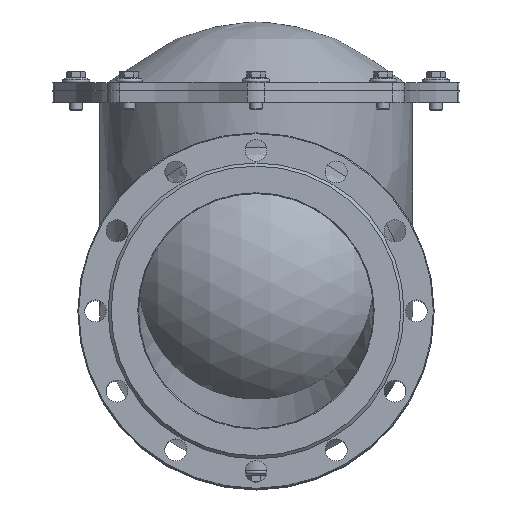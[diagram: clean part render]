
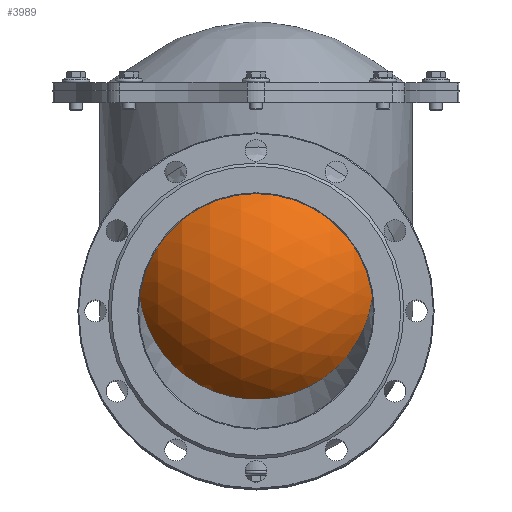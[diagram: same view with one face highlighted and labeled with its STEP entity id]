
A CAD part, top view. The second image highlights one B-rep face of the part: STEP entity #3989.
In plain terms, the highlighted spherical face has radius 178.67 mm.
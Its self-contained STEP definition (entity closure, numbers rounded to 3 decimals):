
#533=SPHERICAL_SURFACE('',#4430,178.67);
#911=FACE_OUTER_BOUND('',#1154,.T.);
#1154=EDGE_LOOP('',(#3141,#3142));
#1407=B_SPLINE_CURVE_WITH_KNOTS('',3,(#8366,#8367,#8368,#8369,#8370,#8371,
#8372,#8373,#8374,#8375,#8376,#8377,#8378,#8379,#8380,#8381,#8382,#8383,
#8384,#8385,#8386,#8387,#8388,#8389,#8390,#8391,#8392,#8393,#8394,#8395,
#8396,#8397,#8398,#8399),.UNSPECIFIED.,.F.,.F.,(4,2,2,2,2,2,2,2,2,2,2,2,
2,2,2,2,4),(0.,2.821,5.642,8.463,11.283,
14.109,16.934,19.759,22.585,25.41,
28.235,31.06,33.886,36.707,39.527,
42.348,45.169),.UNSPECIFIED.);
#1408=B_SPLINE_CURVE_WITH_KNOTS('',3,(#8400,#8401,#8402,#8403,#8404,#8405,
#8406,#8407,#8408,#8409,#8410,#8411,#8412,#8413,#8414,#8415,#8416,#8417,
#8418,#8419,#8420,#8421,#8422,#8423,#8424,#8425,#8426,#8427,#8428,#8429,
#8430,#8431,#8432,#8433),.UNSPECIFIED.,.F.,.F.,(4,2,2,2,2,2,2,2,2,2,2,2,
2,2,2,2,4),(45.169,47.991,50.812,53.634,
56.456,59.281,62.106,64.932,67.757,
70.582,73.408,76.233,79.059,81.88,
84.702,87.523,90.345),.UNSPECIFIED.);
#1831=VERTEX_POINT('',#8364);
#1832=VERTEX_POINT('',#8365);
#2300=EDGE_CURVE('',#1831,#1832,#1407,.T.);
#2301=EDGE_CURVE('',#1832,#1831,#1408,.T.);
#3141=ORIENTED_EDGE('',*,*,#2300,.F.);
#3142=ORIENTED_EDGE('',*,*,#2301,.F.);
#3989=ADVANCED_FACE('',(#911),#533,.T.);
#4430=AXIS2_PLACEMENT_3D('',#8363,#5221,#5222);
#5221=DIRECTION('center_axis',(1.,0.,0.));
#5222=DIRECTION('ref_axis',(0.,-1.,0.));
#8363=CARTESIAN_POINT('Origin',(0.,38.828,207.809));
#8364=CARTESIAN_POINT('',(-150.,37.478,304.872));
#8365=CARTESIAN_POINT('',(150.,37.478,304.872));
#8366=CARTESIAN_POINT('Ctrl Pts',(-150.,37.478,304.872));
#8367=CARTESIAN_POINT('Ctrl Pts',(-150.,46.88,305.003));
#8368=CARTESIAN_POINT('Ctrl Pts',(-149.099,56.602,305.142));
#8369=CARTESIAN_POINT('Ctrl Pts',(-145.305,75.942,305.427));
#8370=CARTESIAN_POINT('Ctrl Pts',(-142.413,85.559,305.573));
#8371=CARTESIAN_POINT('Ctrl Pts',(-134.763,104.003,305.86));
#8372=CARTESIAN_POINT('Ctrl Pts',(-130.,112.845,306.002));
#8373=CARTESIAN_POINT('Ctrl Pts',(-118.994,129.194,306.271));
#8374=CARTESIAN_POINT('Ctrl Pts',(-112.75,136.702,306.398));
#8375=CARTESIAN_POINT('Ctrl Pts',(-99.435,150.001,306.627));
#8376=CARTESIAN_POINT('Ctrl Pts',(-91.907,156.245,306.737));
#8377=CARTESIAN_POINT('Ctrl Pts',(-75.517,167.249,306.934));
#8378=CARTESIAN_POINT('Ctrl Pts',(-66.655,172.009,307.021));
#8379=CARTESIAN_POINT('Ctrl Pts',(-48.171,179.653,307.162));
#8380=CARTESIAN_POINT('Ctrl Pts',(-38.534,182.542,307.217));
#8381=CARTESIAN_POINT('Ctrl Pts',(-19.158,186.332,307.288));
#8382=CARTESIAN_POINT('Ctrl Pts',(-9.418,187.232,307.305));
#8383=CARTESIAN_POINT('Ctrl Pts',(9.418,187.232,307.305));
#8384=CARTESIAN_POINT('Ctrl Pts',(19.158,186.332,307.288));
#8385=CARTESIAN_POINT('Ctrl Pts',(38.534,182.542,307.217));
#8386=CARTESIAN_POINT('Ctrl Pts',(48.171,179.653,307.162));
#8387=CARTESIAN_POINT('Ctrl Pts',(66.655,172.009,307.021));
#8388=CARTESIAN_POINT('Ctrl Pts',(75.517,167.249,306.934));
#8389=CARTESIAN_POINT('Ctrl Pts',(91.907,156.245,306.737));
#8390=CARTESIAN_POINT('Ctrl Pts',(99.435,150.001,306.627));
#8391=CARTESIAN_POINT('Ctrl Pts',(112.75,136.702,306.398));
#8392=CARTESIAN_POINT('Ctrl Pts',(118.994,129.194,306.271));
#8393=CARTESIAN_POINT('Ctrl Pts',(130.,112.845,306.002));
#8394=CARTESIAN_POINT('Ctrl Pts',(134.763,104.003,305.86));
#8395=CARTESIAN_POINT('Ctrl Pts',(142.413,85.559,305.573));
#8396=CARTESIAN_POINT('Ctrl Pts',(145.305,75.942,305.427));
#8397=CARTESIAN_POINT('Ctrl Pts',(149.099,56.602,305.142));
#8398=CARTESIAN_POINT('Ctrl Pts',(150.,46.88,305.003));
#8399=CARTESIAN_POINT('Ctrl Pts',(150.,37.478,304.872));
#8400=CARTESIAN_POINT('Ctrl Pts',(150.,37.478,304.872));
#8401=CARTESIAN_POINT('Ctrl Pts',(150.,28.073,304.741));
#8402=CARTESIAN_POINT('Ctrl Pts',(149.099,18.348,304.61));
#8403=CARTESIAN_POINT('Ctrl Pts',(145.303,-0.997,304.355));
#8404=CARTESIAN_POINT('Ctrl Pts',(142.41,-10.617,304.232));
#8405=CARTESIAN_POINT('Ctrl Pts',(134.759,-29.068,304.002));
#8406=CARTESIAN_POINT('Ctrl Pts',(129.995,-37.913,303.895));
#8407=CARTESIAN_POINT('Ctrl Pts',(118.987,-54.27,303.7));
#8408=CARTESIAN_POINT('Ctrl Pts',(112.743,-61.781,303.613));
#8409=CARTESIAN_POINT('Ctrl Pts',(99.428,-75.086,303.461));
#8410=CARTESIAN_POINT('Ctrl Pts',(91.902,-81.333,303.391));
#8411=CARTESIAN_POINT('Ctrl Pts',(75.514,-92.342,303.27));
#8412=CARTESIAN_POINT('Ctrl Pts',(66.653,-97.105,303.218));
#8413=CARTESIAN_POINT('Ctrl Pts',(48.17,-104.753,303.135));
#8414=CARTESIAN_POINT('Ctrl Pts',(38.534,-107.645,303.105));
#8415=CARTESIAN_POINT('Ctrl Pts',(19.158,-111.438,303.064));
#8416=CARTESIAN_POINT('Ctrl Pts',(9.418,-112.338,303.055));
#8417=CARTESIAN_POINT('Ctrl Pts',(-9.418,-112.338,303.055));
#8418=CARTESIAN_POINT('Ctrl Pts',(-19.158,-111.438,303.064));
#8419=CARTESIAN_POINT('Ctrl Pts',(-38.534,-107.645,303.105));
#8420=CARTESIAN_POINT('Ctrl Pts',(-48.17,-104.753,303.135));
#8421=CARTESIAN_POINT('Ctrl Pts',(-66.653,-97.105,303.218));
#8422=CARTESIAN_POINT('Ctrl Pts',(-75.514,-92.342,303.27));
#8423=CARTESIAN_POINT('Ctrl Pts',(-91.902,-81.333,303.391));
#8424=CARTESIAN_POINT('Ctrl Pts',(-99.428,-75.086,303.461));
#8425=CARTESIAN_POINT('Ctrl Pts',(-112.743,-61.781,303.613));
#8426=CARTESIAN_POINT('Ctrl Pts',(-118.987,-54.27,303.7));
#8427=CARTESIAN_POINT('Ctrl Pts',(-129.995,-37.913,303.895));
#8428=CARTESIAN_POINT('Ctrl Pts',(-134.759,-29.068,304.002));
#8429=CARTESIAN_POINT('Ctrl Pts',(-142.41,-10.617,304.232));
#8430=CARTESIAN_POINT('Ctrl Pts',(-145.303,-0.997,
304.355));
#8431=CARTESIAN_POINT('Ctrl Pts',(-149.099,18.348,304.61));
#8432=CARTESIAN_POINT('Ctrl Pts',(-150.,28.073,304.741));
#8433=CARTESIAN_POINT('Ctrl Pts',(-150.,37.478,304.872));
